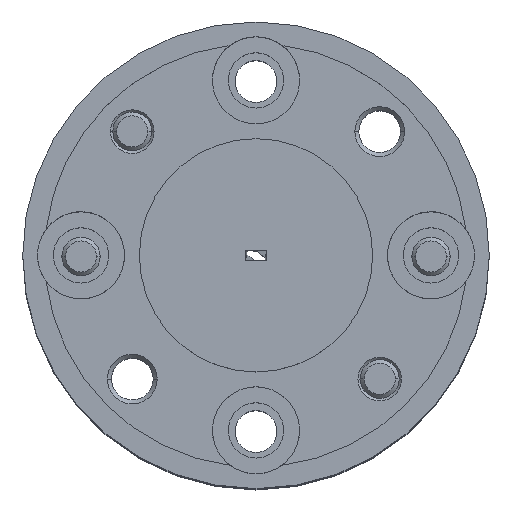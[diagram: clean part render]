
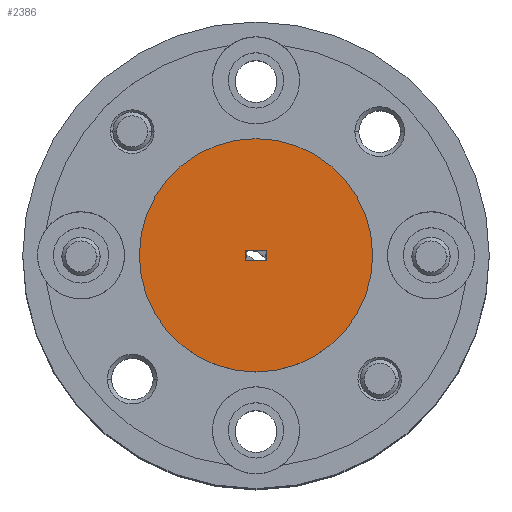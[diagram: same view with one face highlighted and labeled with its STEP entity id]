
A CAD part, top view. The second image highlights one B-rep face of the part: STEP entity #2386.
In plain terms, the highlighted planar face has unit normal (0, 0, 1).
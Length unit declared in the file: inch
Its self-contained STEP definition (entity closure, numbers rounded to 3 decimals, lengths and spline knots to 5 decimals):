
#376 = ORIENTED_EDGE ( 'NONE', *, *, #4793, .T. ) ;
#483 = VERTEX_POINT ( 'NONE', #4663 ) ;
#765 = VECTOR ( 'NONE', #2018, 39.37008 ) ;
#1028 = CARTESIAN_POINT ( 'NONE',  ( 3.80053, 0.00499, 0.74958 ) ) ;
#1054 = CARTESIAN_POINT ( 'NONE',  ( 3.81753, 0.01349, 0.74958 ) ) ;
#1068 = CARTESIAN_POINT ( 'NONE',  ( 3.80053, 0.00499, 0.74958 ) ) ;
#1153 = ORIENTED_EDGE ( 'NONE', *, *, #4089, .F. ) ;
#1186 = VECTOR ( 'NONE', #1858, 39.37008 ) ;
#1380 = CARTESIAN_POINT ( 'NONE',  ( 3.80053, 0.00499, 0.74958 ) ) ;
#1381 = LINE ( 'NONE', #4560, #1186 ) ;
#1458 = CIRCLE ( 'NONE', #4927, 0.1875 ) ;
#1517 = CARTESIAN_POINT ( 'NONE',  ( 3.61303, 0.00499, 0.74958 ) ) ;
#1543 = CARTESIAN_POINT ( 'NONE',  ( 3.78353, -0.00351, 0.74958 ) ) ;
#1558 = CARTESIAN_POINT ( 'NONE',  ( 3.78353, 0.01349, 0.74958 ) ) ;
#1642 = VERTEX_POINT ( 'NONE', #3904 ) ;
#1755 = ORIENTED_EDGE ( 'NONE', *, *, #4981, .T. ) ;
#1858 = DIRECTION ( 'NONE',  ( -1., 0., 0. ) ) ;
#1953 = CARTESIAN_POINT ( 'NONE',  ( 3.78353, 0.01349, 0.74958 ) ) ;
#2011 = ORIENTED_EDGE ( 'NONE', *, *, #2213, .F. ) ;
#2018 = DIRECTION ( 'NONE',  ( 0., 1., 0. ) ) ;
#2056 = VERTEX_POINT ( 'NONE', #1517 ) ;
#2136 = VERTEX_POINT ( 'NONE', #1543 ) ;
#2213 = EDGE_CURVE ( 'NONE', #3643, #2136, #5628, .T. ) ;
#2219 = VECTOR ( 'NONE', #4252, 39.37008 ) ;
#2265 = ORIENTED_EDGE ( 'NONE', *, *, #5782, .F. ) ;
#2386 = ADVANCED_FACE ( 'NONE', ( #5622, #4133 ), #5144, .T. ) ;
#2416 = LINE ( 'NONE', #5653, #2219 ) ;
#2451 = DIRECTION ( 'NONE',  ( 1., 0., 0. ) ) ;
#2574 = VECTOR ( 'NONE', #3332, 39.37008 ) ;
#2886 = AXIS2_PLACEMENT_3D ( 'NONE', #1068, #4724, #3867 ) ;
#2888 = LINE ( 'NONE', #1054, #765 ) ;
#2956 = DIRECTION ( 'NONE',  ( 0., 0., 1. ) ) ;
#3180 = AXIS2_PLACEMENT_3D ( 'NONE', #1380, #3326, #5180 ) ;
#3326 = DIRECTION ( 'NONE',  ( 0., 0., 1. ) ) ;
#3332 = DIRECTION ( 'NONE',  ( 0., -1., 0. ) ) ;
#3370 = EDGE_LOOP ( 'NONE', ( #1755, #376 ) ) ;
#3385 = EDGE_LOOP ( 'NONE', ( #4682, #2265, #2011, #1153 ) ) ;
#3643 = VERTEX_POINT ( 'NONE', #1558 ) ;
#3867 = DIRECTION ( 'NONE',  ( 1., 0., 0. ) ) ;
#3904 = CARTESIAN_POINT ( 'NONE',  ( 3.98803, 0.00499, 0.74958 ) ) ;
#4089 = EDGE_CURVE ( 'NONE', #4251, #3643, #1381, .T. ) ;
#4133 = FACE_OUTER_BOUND ( 'NONE', #3370, .T. ) ;
#4251 = VERTEX_POINT ( 'NONE', #5184 ) ;
#4252 = DIRECTION ( 'NONE',  ( 1., 0., 0. ) ) ;
#4560 = CARTESIAN_POINT ( 'NONE',  ( 3.78353, 0.01349, 0.74958 ) ) ;
#4663 = CARTESIAN_POINT ( 'NONE',  ( 3.81753, -0.00351, 0.74958 ) ) ;
#4682 = ORIENTED_EDGE ( 'NONE', *, *, #5320, .F. ) ;
#4724 = DIRECTION ( 'NONE',  ( 0., 0., 1. ) ) ;
#4793 = EDGE_CURVE ( 'NONE', #2056, #1642, #1458, .T. ) ;
#4927 = AXIS2_PLACEMENT_3D ( 'NONE', #1028, #2956, #2451 ) ;
#4981 = EDGE_CURVE ( 'NONE', #1642, #2056, #5514, .T. ) ;
#5144 = PLANE ( 'NONE',  #3180 ) ;
#5180 = DIRECTION ( 'NONE',  ( 1., 0., 0. ) ) ;
#5184 = CARTESIAN_POINT ( 'NONE',  ( 3.81753, 0.01349, 0.74958 ) ) ;
#5320 = EDGE_CURVE ( 'NONE', #483, #4251, #2888, .T. ) ;
#5514 = CIRCLE ( 'NONE', #2886, 0.1875 ) ;
#5622 = FACE_BOUND ( 'NONE', #3385, .T. ) ;
#5628 = LINE ( 'NONE', #1953, #2574 ) ;
#5653 = CARTESIAN_POINT ( 'NONE',  ( 3.78353, -0.00351, 0.74958 ) ) ;
#5782 = EDGE_CURVE ( 'NONE', #2136, #483, #2416, .T. ) ;
